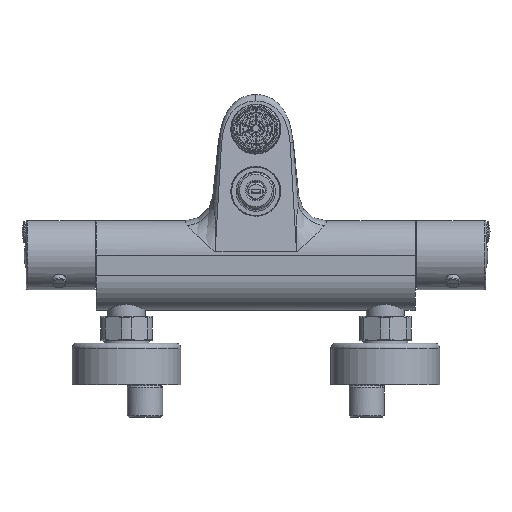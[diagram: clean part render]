
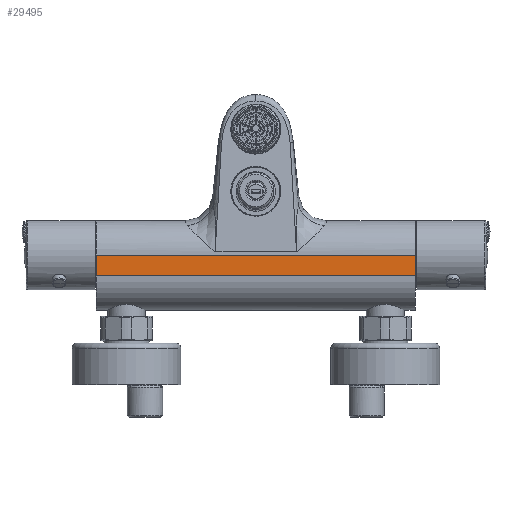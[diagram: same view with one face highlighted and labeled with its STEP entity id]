
A CAD part, front view. The second image highlights one B-rep face of the part: STEP entity #29495.
In plain terms, the highlighted planar face has unit normal (0, -1, 0).
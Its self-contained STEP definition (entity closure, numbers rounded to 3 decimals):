
#2371=DIRECTION('',(0.,0.,-1.));
#2372=VECTOR('',#2371,12.004);
#2373=CARTESIAN_POINT('',(-92.5,-20.006,0.));
#2374=LINE('',#2373,#2372);
#2375=DIRECTION('',(1.,0.,0.));
#2376=VECTOR('',#2375,185.);
#2377=CARTESIAN_POINT('',(-92.5,-20.006,0.));
#2378=LINE('',#2377,#2376);
#2379=DIRECTION('',(0.,0.,-1.));
#2380=VECTOR('',#2379,12.004);
#2381=CARTESIAN_POINT('',(92.5,-20.006,0.));
#2382=LINE('',#2381,#2380);
#2383=DIRECTION('',(-1.,0.,0.));
#2384=VECTOR('',#2383,185.);
#2385=CARTESIAN_POINT('',(92.5,-20.006,-12.004));
#2386=LINE('',#2385,#2384);
#25059=CARTESIAN_POINT('',(92.5,-20.006,-12.004));
#25061=VERTEX_POINT('',#25059);
#25065=CARTESIAN_POINT('',(92.5,-20.006,0.));
#25066=VERTEX_POINT('',#25065);
#25067=CARTESIAN_POINT('',(-92.5,-20.006,-12.004));
#25069=VERTEX_POINT('',#25067);
#25073=CARTESIAN_POINT('',(-92.5,-20.006,0.));
#25074=VERTEX_POINT('',#25073);
#29483=CARTESIAN_POINT('',(0.,-20.006,0.));
#29484=DIRECTION('',(0.,-1.,0.));
#29485=DIRECTION('',(0.,0.,-1.));
#29486=AXIS2_PLACEMENT_3D('',#29483,#29484,#29485);
#29487=PLANE('',#29486);
#29488=ORIENTED_EDGE('',*,*,#29446,.F.);
#29489=ORIENTED_EDGE('',*,*,#29369,.T.);
#29491=ORIENTED_EDGE('',*,*,#29490,.T.);
#29492=ORIENTED_EDGE('',*,*,#29463,.T.);
#29493=EDGE_LOOP('',(#29488,#29489,#29491,#29492));
#29494=FACE_OUTER_BOUND('',#29493,.F.);
#29495=ADVANCED_FACE('',(#29494),#29487,.T.);
#29369=EDGE_CURVE('',#25074,#25066,#2378,.T.);
#29446=EDGE_CURVE('',#25074,#25069,#2374,.T.);
#29463=EDGE_CURVE('',#25061,#25069,#2386,.T.);
#29490=EDGE_CURVE('',#25066,#25061,#2382,.T.);
